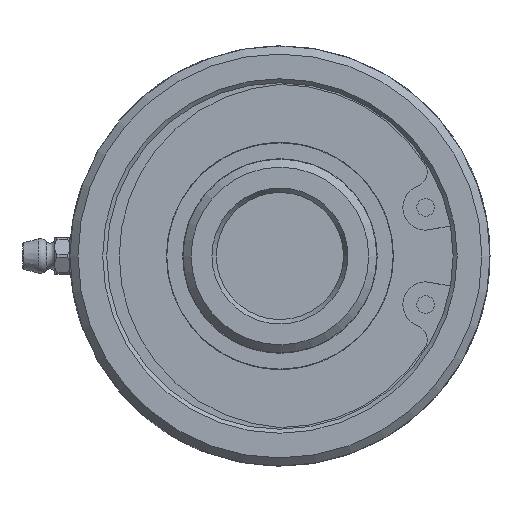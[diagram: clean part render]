
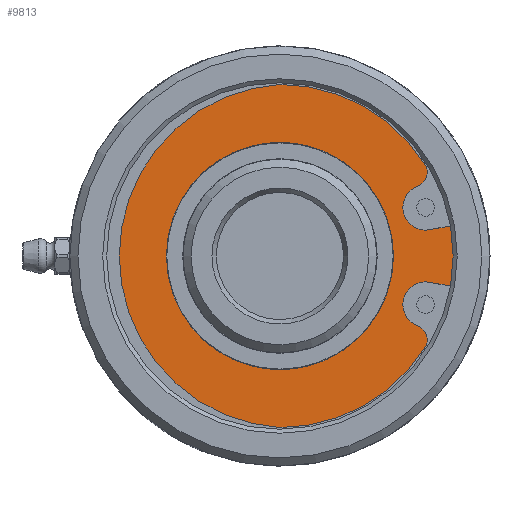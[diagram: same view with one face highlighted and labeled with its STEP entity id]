
A CAD part, left-side view. The second image highlights one B-rep face of the part: STEP entity #9813.
In plain terms, the highlighted planar face has unit normal (-1, 0, 0).
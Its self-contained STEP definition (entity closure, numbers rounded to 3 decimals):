
#430=PLANE('',#10655);
#597=FACE_BOUND('',#1839,.T.);
#1247=FACE_OUTER_BOUND('',#1838,.T.);
#1838=EDGE_LOOP('',(#7181,#7182,#7183,#7184,#7185,#7186,#7187,#7188,#7189,
#7190));
#1839=EDGE_LOOP('',(#7191,#7192));
#2509=CIRCLE('',#10613,22.325);
#2510=CIRCLE('',#10614,22.325);
#2514=CIRCLE('',#10621,4.474);
#2520=CIRCLE('',#10632,33.733);
#2522=CIRCLE('',#10635,2.949);
#2524=CIRCLE('',#10638,4.474);
#2526=CIRCLE('',#10641,2.949);
#2528=CIRCLE('',#10644,33.733);
#2530=CIRCLE('',#10647,33.806);
#2532=CIRCLE('',#10651,36.9);
#2881=LINE('',#16092,#3372);
#2885=LINE('',#16102,#3376);
#3372=VECTOR('',#11942,10.);
#3376=VECTOR('',#11948,10.);
#4117=VERTEX_POINT('',#16063);
#4118=VERTEX_POINT('',#16064);
#4123=VERTEX_POINT('',#16080);
#4124=VERTEX_POINT('',#16082);
#4127=VERTEX_POINT('',#16090);
#4131=VERTEX_POINT('',#16099);
#4132=VERTEX_POINT('',#16101);
#4139=VERTEX_POINT('',#16120);
#4140=VERTEX_POINT('',#16122);
#4142=VERTEX_POINT('',#16131);
#4144=VERTEX_POINT('',#16137);
#4146=VERTEX_POINT('',#16143);
#5238=EDGE_CURVE('',#4117,#4118,#2509,.T.);
#5239=EDGE_CURVE('',#4118,#4117,#2510,.T.);
#5247=EDGE_CURVE('',#4124,#4123,#2514,.T.);
#5252=EDGE_CURVE('',#4123,#4127,#2881,.T.);
#5256=EDGE_CURVE('',#4132,#4131,#2885,.T.);
#5266=EDGE_CURVE('',#4140,#4139,#2520,.T.);
#5269=EDGE_CURVE('',#4139,#4124,#2522,.T.);
#5272=EDGE_CURVE('',#4131,#4142,#2524,.T.);
#5275=EDGE_CURVE('',#4142,#4144,#2526,.T.);
#5278=EDGE_CURVE('',#4144,#4146,#2528,.T.);
#5280=EDGE_CURVE('',#4146,#4140,#2530,.T.);
#5282=EDGE_CURVE('',#4127,#4132,#2532,.T.);
#7181=ORIENTED_EDGE('',*,*,#5256,.T.);
#7182=ORIENTED_EDGE('',*,*,#5272,.T.);
#7183=ORIENTED_EDGE('',*,*,#5275,.T.);
#7184=ORIENTED_EDGE('',*,*,#5278,.T.);
#7185=ORIENTED_EDGE('',*,*,#5280,.T.);
#7186=ORIENTED_EDGE('',*,*,#5266,.T.);
#7187=ORIENTED_EDGE('',*,*,#5269,.T.);
#7188=ORIENTED_EDGE('',*,*,#5247,.T.);
#7189=ORIENTED_EDGE('',*,*,#5252,.T.);
#7190=ORIENTED_EDGE('',*,*,#5282,.T.);
#7191=ORIENTED_EDGE('',*,*,#5238,.T.);
#7192=ORIENTED_EDGE('',*,*,#5239,.T.);
#9813=ADVANCED_FACE('',(#1247,#597),#430,.F.);
#10613=AXIS2_PLACEMENT_3D('',#16065,#11914,#11915);
#10614=AXIS2_PLACEMENT_3D('',#16066,#11916,#11917);
#10621=AXIS2_PLACEMENT_3D('',#16083,#11934,#11935);
#10632=AXIS2_PLACEMENT_3D('',#16123,#11969,#11970);
#10635=AXIS2_PLACEMENT_3D('',#16127,#11976,#11977);
#10638=AXIS2_PLACEMENT_3D('',#16133,#11983,#11984);
#10641=AXIS2_PLACEMENT_3D('',#16139,#11990,#11991);
#10644=AXIS2_PLACEMENT_3D('',#16145,#11997,#11998);
#10647=AXIS2_PLACEMENT_3D('',#16148,#12003,#12004);
#10651=AXIS2_PLACEMENT_3D('',#16152,#12011,#12012);
#10655=AXIS2_PLACEMENT_3D('',#16157,#12019,#12020);
#11914=DIRECTION('center_axis',(1.,0.,0.));
#11915=DIRECTION('ref_axis',(0.,-1.,0.));
#11916=DIRECTION('center_axis',(1.,0.,0.));
#11917=DIRECTION('ref_axis',(0.,-1.,0.));
#11934=DIRECTION('center_axis',(1.,0.,0.));
#11935=DIRECTION('ref_axis',(0.,0.355,-0.935));
#11942=DIRECTION('',(0.,-0.985,-0.174));
#11948=DIRECTION('',(0.,0.985,-0.174));
#11969=DIRECTION('center_axis',(-1.,0.,0.));
#11970=DIRECTION('ref_axis',(0.,0.849,0.528));
#11976=DIRECTION('center_axis',(-1.,0.,0.));
#11977=DIRECTION('ref_axis',(0.,0.355,-0.935));
#11983=DIRECTION('center_axis',(1.,0.,0.));
#11984=DIRECTION('ref_axis',(0.,-0.046,-0.999));
#11990=DIRECTION('center_axis',(-1.,0.,0.));
#11991=DIRECTION('ref_axis',(0.,0.893,-0.451));
#11997=DIRECTION('center_axis',(-1.,0.,0.));
#11998=DIRECTION('ref_axis',(0.,0.,-1.));
#12003=DIRECTION('center_axis',(-1.,0.,0.));
#12004=DIRECTION('ref_axis',(0.,-0.066,0.998));
#12011=DIRECTION('center_axis',(-1.,0.,0.));
#12012=DIRECTION('ref_axis',(0.,1.,0.));
#12019=DIRECTION('center_axis',(1.,0.,0.));
#12020=DIRECTION('ref_axis',(0.,0.,-1.));
#16063=CARTESIAN_POINT('',(7.26,-22.325,0.));
#16064=CARTESIAN_POINT('',(7.26,22.325,0.));
#16065=CARTESIAN_POINT('Origin',(7.26,0.,
0.));
#16066=CARTESIAN_POINT('Origin',(7.26,0.,
0.));
#16080=CARTESIAN_POINT('',(7.26,-28.843,-5.086));
#16082=CARTESIAN_POINT('',(7.26,-27.053,-13.738));
#16083=CARTESIAN_POINT('Origin',(7.26,-28.639,-9.555));
#16090=CARTESIAN_POINT('',(7.26,-36.339,-6.408));
#16092=CARTESIAN_POINT('',(7.26,-4.374,-0.771));
#16099=CARTESIAN_POINT('',(7.26,-28.843,5.086));
#16101=CARTESIAN_POINT('',(7.26,-36.339,6.408));
#16102=CARTESIAN_POINT('',(7.26,-0.625,0.11));
#16120=CARTESIAN_POINT('',(7.26,-28.639,-17.825));
#16122=CARTESIAN_POINT('',(7.26,0.,-33.733));
#16123=CARTESIAN_POINT('Origin',(7.26,0.,0.));
#16127=CARTESIAN_POINT('Origin',(7.26,-26.007,-16.495));
#16131=CARTESIAN_POINT('',(7.26,-27.053,13.738));
#16133=CARTESIAN_POINT('Origin',(7.26,-28.639,9.555));
#16137=CARTESIAN_POINT('',(7.26,-28.639,17.825));
#16139=CARTESIAN_POINT('Origin',(7.26,-26.007,16.495));
#16143=CARTESIAN_POINT('',(7.26,0.,33.733));
#16145=CARTESIAN_POINT('Origin',(7.26,0.,0.));
#16148=CARTESIAN_POINT('Origin',(7.26,-2.225,0.));
#16152=CARTESIAN_POINT('Origin',(7.26,0.,0.));
#16157=CARTESIAN_POINT('Origin',(7.26,28.45,0.));
